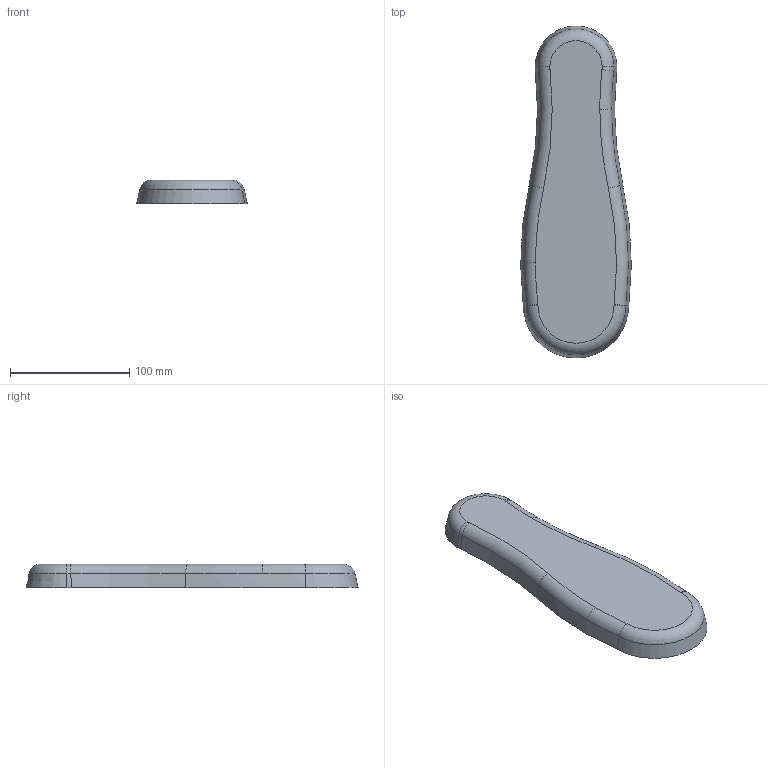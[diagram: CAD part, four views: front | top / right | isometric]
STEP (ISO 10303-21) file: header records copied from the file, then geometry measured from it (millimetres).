
FILE_DESCRIPTION (( 'STEP AP214' ), '1' );
FILE_NAME ('second_link.STEP', '2021-01-25T00:58:14', ( '' ), ( '' ), 'SwSTEP 2.0', 'SolidWorks 2017', '' );
FILE_SCHEMA (( 'AUTOMOTIVE_DESIGN' ));
Length unit declared in the file: millimetre
Products named in the file (1): second_link
Bounding box: 92.71 x 278.5 x 20 mm (x, y, z)
Volume: 378213.6 mm3; surface area: 49989.8 mm2
Topology: 1 solids, 1 shells, 22 faces, 52 edges, 32 vertices
Faces by surface type: torus 12, cone 8, plane 2
Entity records: 970 total; most frequent: CARTESIAN_POINT 161, DIRECTION 132, ORIENTED_EDGE 104, AXIS2_PLACEMENT_3D 63, EDGE_CURVE 52, CIRCLE 40, VERTEX_POINT 32, UNCERTAINTY_MEASURE_WITH_UNIT 25
